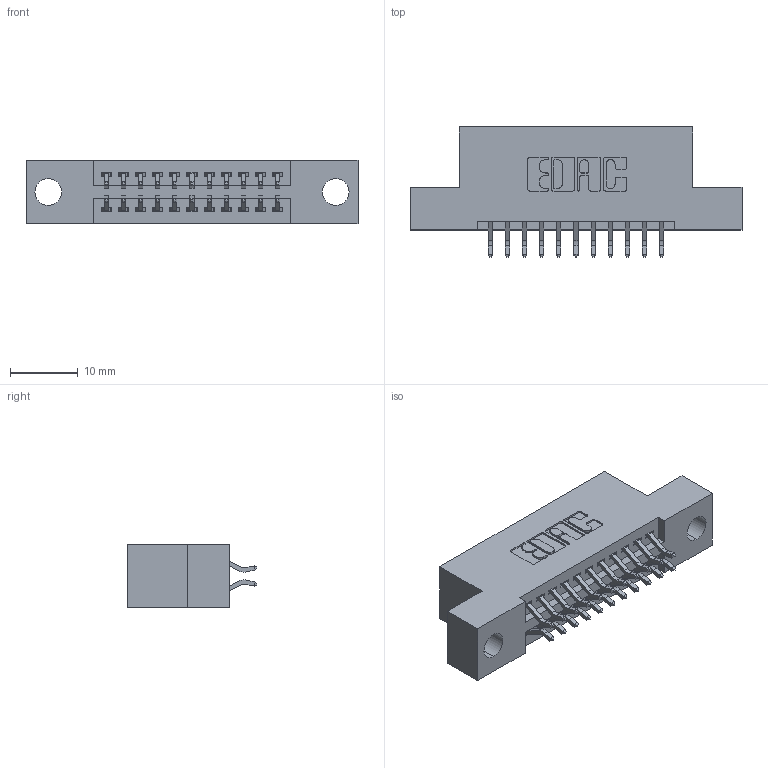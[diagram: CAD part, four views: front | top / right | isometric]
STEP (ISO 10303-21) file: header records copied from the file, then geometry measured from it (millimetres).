
FILE_DESCRIPTION (( 'STEP AP203' ), '1' );
FILE_NAME ('345-022-556-204.STEP', '2018-08-21T00:33:55', ( '' ), ( '' ), 'SwSTEP 2.0', 'SolidWorks 2016', '' );
FILE_SCHEMA (( 'CONFIG_CONTROL_DESIGN' ));
Length unit declared in the file: inch
Products named in the file (3): 345 Part_Flush Mounting Lugs - 0.156 Dia-TH; 345-292-001_556 Tail; 345-022-556-204
Assembly tree (23 placements, depth 2):
  345-022-556-204
    345 Part_Flush Mounting Lugs - 0.156 Dia-TH
    345-292-001_556 Tail  x22
Bounding box: 49.15 x 19.24 x 9.4 mm (x, y, z)
Volume: 4397.9 mm3; surface area: 5696.4 mm2
Topology: 23 solids, 23 shells, 1358 faces, 4015 edges, 2646 vertices
Faces by surface type: plane 894, cylinder 464
Entity records: 13027 total; most frequent: CARTESIAN_POINT 2228, ORIENTED_EDGE 2150, DIRECTION 1991, EDGE_CURVE 1075, LINE 891, VECTOR 891, VERTEX_POINT 714, AXIS2_PLACEMENT_3D 550
